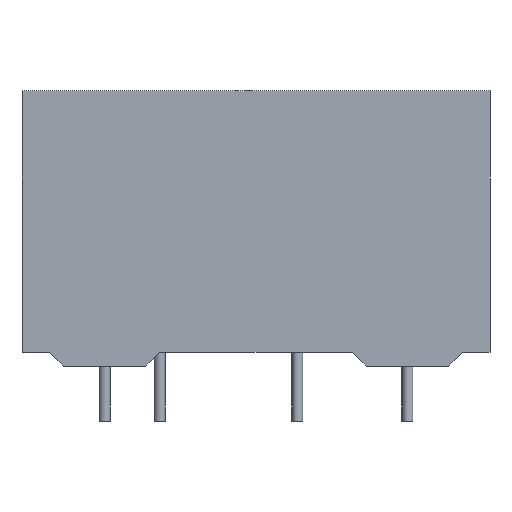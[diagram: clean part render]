
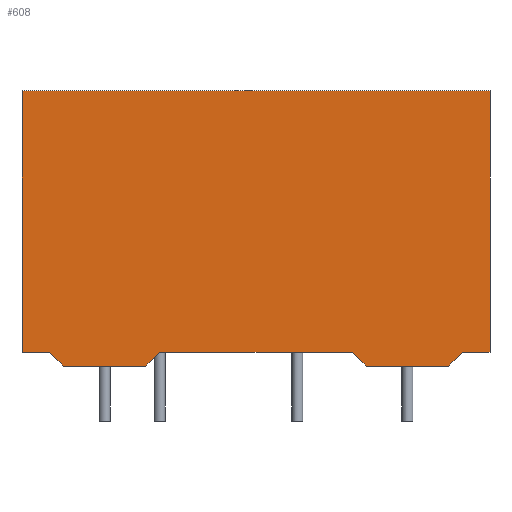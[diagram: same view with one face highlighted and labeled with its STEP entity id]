
A CAD part, front view. The second image highlights one B-rep face of the part: STEP entity #608.
In plain terms, the highlighted planar face has unit normal (0, -1, 0).
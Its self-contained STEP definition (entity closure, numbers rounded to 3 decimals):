
#70=CARTESIAN_POINT('POINT10',(-10.16,-5.08,
   -1.27));
#71=VERTEX_POINT('VERTEX10',#70);
#78=CARTESIAN_POINT('POINT11',(-17.78,-5.08,
   -1.27));
#79=VERTEX_POINT('VERTEX11',#78);
#80=CARTESIAN_POINT('POS9',(-21.59,-5.08,
   -1.27));
#81=DIRECTION('DIR10',(1.,0.,
   0.));
#82=VECTOR('VEC8',#81,25.4);
#83=LINE('STRAIGHT8',#80,#82);
#84=EDGE_CURVE('EDGE10',#79,#71,#83,.T.);
#108=CARTESIAN_POINT('POINT13',(21.59,-5.08,24.13));
#109=VERTEX_POINT('VERTEX13',#108);
#126=CARTESIAN_POINT('POINT16',(-21.59,-5.08,24.13));
#127=VERTEX_POINT('VERTEX16',#126);
#134=CARTESIAN_POINT('POS16',(-21.59,-5.08,24.13));
#135=DIRECTION('DIR18',(1.,0.,
   0.));
#136=VECTOR('VEC14',#135,25.4);
#137=LINE('STRAIGHT14',#134,#136);
#138=EDGE_CURVE('EDGE16',#127,#109,#137,.T.);
#150=CARTESIAN_POINT('POINT18',(17.78,-5.08,
   -1.27));
#151=VERTEX_POINT('VERTEX18',#150);
#158=CARTESIAN_POINT('POINT19',(10.16,-5.08,
   -1.27));
#159=VERTEX_POINT('VERTEX19',#158);
#160=EDGE_CURVE('EDGE18',#159,#151,#83,.T.);
#246=CARTESIAN_POINT('POINT28',(19.05,-5.08,
   0.));
#247=VERTEX_POINT('VERTEX28',#246);
#254=CARTESIAN_POINT('POS28',(7.938,-5.08,
   -11.113));
#255=DIRECTION('DIR37',(0.707,0.,
   0.707));
#256=VECTOR('VEC19',#255,25.4);
#257=LINE('STRAIGHT19',#254,#256);
#258=EDGE_CURVE('EDGE29',#151,#247,#257,.T.);
#269=CARTESIAN_POINT('POINT29',(21.59,-5.08,
   0.));
#270=VERTEX_POINT('VERTEX29',#269);
#286=CARTESIAN_POINT('POS32',(21.59,-5.08,
   -1.27));
#287=DIRECTION('DIR42',(0.,0.,
   1.));
#288=VECTOR('VEC22',#287,25.4);
#289=LINE('STRAIGHT22',#286,#288);
#290=EDGE_CURVE('EDGE32',#270,#109,#289,.T.);
#482=CARTESIAN_POINT('POINT40',(-21.59,-5.08,
   0.));
#483=VERTEX_POINT('VERTEX40',#482);
#490=CARTESIAN_POINT('POS56',(-21.59,-5.08,
   -1.27));
#491=DIRECTION('DIR72',(0.,0.,
   1.));
#492=VECTOR('VEC40',#491,25.4);
#493=LINE('STRAIGHT40',#490,#492);
#494=EDGE_CURVE('EDGE52',#483,#127,#493,.T.);
#515=CARTESIAN_POINT('POINT42',(-19.05,-5.08,
   0.));
#516=VERTEX_POINT('VERTEX42',#515);
#517=CARTESIAN_POINT('POS59',(-19.368,-5.08,
   0.318));
#518=DIRECTION('DIR76',(0.707,0.,
   -0.707));
#519=VECTOR('VEC42',#518,25.4);
#520=LINE('STRAIGHT42',#517,#519);
#521=EDGE_CURVE('EDGE54',#516,#79,#520,.T.);
#553=CARTESIAN_POINT('POINT44',(-8.89,-5.08,
   0.));
#554=VERTEX_POINT('VERTEX44',#553);
#557=CARTESIAN_POINT('POS63',(-13.018,-5.08,
   -4.127));
#558=DIRECTION('DIR81',(0.707,0.,
   0.707));
#559=VECTOR('VEC45',#558,25.4);
#560=LINE('STRAIGHT45',#557,#559);
#561=EDGE_CURVE('EDGE59',#71,#554,#560,.T.);
#567=CARTESIAN_POINT('POS64',(-1.27,-5.08,
   0.));
#568=DIRECTION('DIR82',(1.,0.,
   0.));
#569=VECTOR('VEC46',#568,25.4);
#570=LINE('STRAIGHT46',#567,#569);
#571=EDGE_CURVE('EDGE60',#247,#270,#570,.T.);
#572=ORIENTED_EDGE('COEDGE87',*,*,#571,.T.);
#573=ORIENTED_EDGE('COEDGE88',*,*,#290,.T.);
#574=ORIENTED_EDGE('COEDGE89',*,*,#138,.F.);
#575=ORIENTED_EDGE('COEDGE90',*,*,#494,.F.);
#576=CARTESIAN_POINT('POS65',(-22.86,-5.08,
   0.));
#577=DIRECTION('DIR83',(1.,0.,
   0.));
#578=VECTOR('VEC47',#577,25.4);
#579=LINE('STRAIGHT47',#576,#578);
#580=EDGE_CURVE('EDGE61',#483,#516,#579,.T.);
#581=ORIENTED_EDGE('COEDGE91',*,*,#580,.T.);
#582=ORIENTED_EDGE('COEDGE92',*,*,#521,.T.);
#583=ORIENTED_EDGE('COEDGE93',*,*,#84,.T.);
#584=ORIENTED_EDGE('COEDGE94',*,*,#561,.T.);
#585=CARTESIAN_POINT('POINT45',(8.89,-5.08,
   0.));
#586=VERTEX_POINT('VERTEX45',#585);
#587=CARTESIAN_POINT('POS66',(-15.24,-5.08,
   0.));
#588=DIRECTION('DIR84',(1.,0.,
   0.));
#589=VECTOR('VEC48',#588,25.4);
#590=LINE('STRAIGHT48',#587,#589);
#591=EDGE_CURVE('EDGE62',#554,#586,#590,.T.);
#592=ORIENTED_EDGE('COEDGE95',*,*,#591,.T.);
#593=CARTESIAN_POINT('POS67',(1.588,-5.08,
   7.303));
#594=DIRECTION('DIR85',(0.707,0.,
   -0.707));
#595=VECTOR('VEC49',#594,25.4);
#596=LINE('STRAIGHT49',#593,#595);
#597=EDGE_CURVE('EDGE63',#586,#159,#596,.T.);
#598=ORIENTED_EDGE('COEDGE96',*,*,#597,.T.);
#599=ORIENTED_EDGE('COEDGE97',*,*,#160,.T.);
#600=ORIENTED_EDGE('COEDGE98',*,*,#258,.T.);
#601=EDGE_LOOP('NONE',(#572,#573,#574,#575,#581,#582,#583,#584,#592,#598
   ,#599,#600));
#602=FACE_BOUND('LOOP1',#601,.T.);
#603=CARTESIAN_POINT('POS68',(-21.59,-5.08,
   -1.27));
#604=DIRECTION('DIR86',(0.,-1.,0.));
#605=DIRECTION('DIR87',(1.,0.,0.));
#606=AXIS2_PLACEMENT_3D('AXIS19',#603,#604,#605);
#607=PLANE('PLANE16',#606);
#608=ADVANCED_FACE('FACE22',(#602),#607,.T.);
